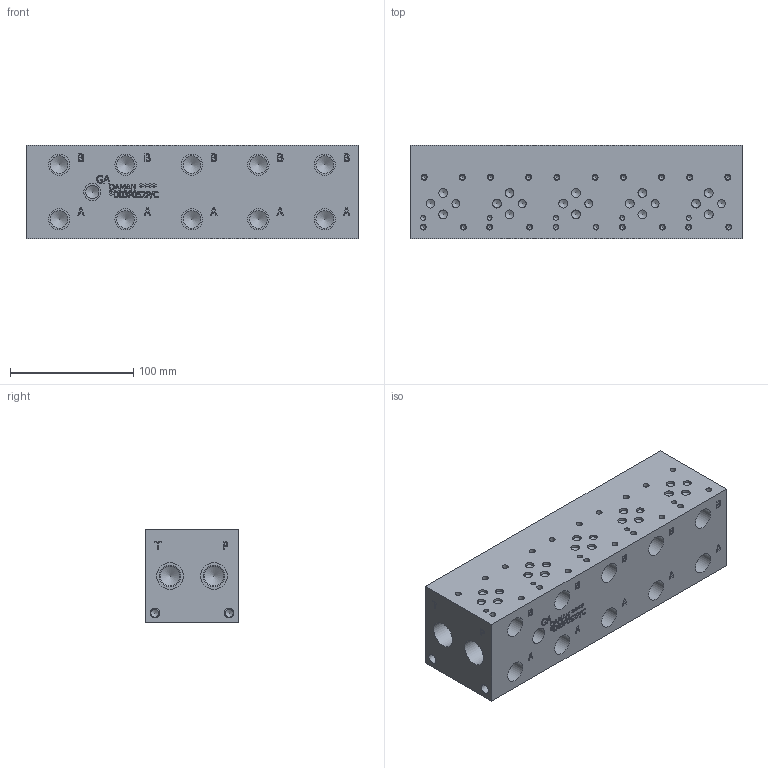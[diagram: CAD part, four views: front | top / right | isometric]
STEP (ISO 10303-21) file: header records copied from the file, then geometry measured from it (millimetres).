
FILE_DESCRIPTION(/* description */ (''),/* implementation_level */ '2;1');
FILE_NAME(/* name */ '_D03P052P_C.stp',/* time_stamp */ '2021-06-23T11:43:29-04:00',/* author */ ('anthonyv'),/* organization */ (''),/* preprocessor_version */ 'ST-DEVELOPER v18.1',/* originating_system */ 'Autodesk Inventor 2021',/* authorisation */ '');
FILE_SCHEMA (('AUTOMOTIVE_DESIGN { 1 0 10303 214 3 1 1 }'));
Length unit declared in the file: millimetre
Products named in the file (1): Part_AD03P052P_C_3D
Bounding box: 269.88 x 76.2 x 76.2 mm (x, y, z)
Volume: 1462706 mm3; surface area: 122062.1 mm2
Topology: 1 solids, 1 shells, 872 faces, 2403 edges, 1639 vertices
Faces by surface type: plane 459, bspline 215, cylinder 120, cone 78
Full cylindrical faces by diameter (mm): 3.785 x20, 3.962 x5, 4.826 x20, 6.35 x5, 6.528 x4, 7.137 x15, 7.925 x4, 10.49 x1, 10.719 x1, 11.989 x1, 13.868 x1, 14.29 x1, 14.3 x10, 15.875 x5, 15.9 x1, 17.297 x10, 17.475 x4, 17.501 x1, 19.05 x1, 19.253 x1, 20.62 x1, 21.59 x4, 22.23 x1, 22.54 x1, 23.368 x1, 30.16 x1
Entity records: 29338 total; most frequent: CARTESIAN_POINT 7644, ORIENTED_EDGE 4674, DIRECTION 3664, EDGE_CURVE 2337, VERTEX_POINT 1639, LINE 1466, VECTOR 1466, AXIS2_PLACEMENT_3D 1099
